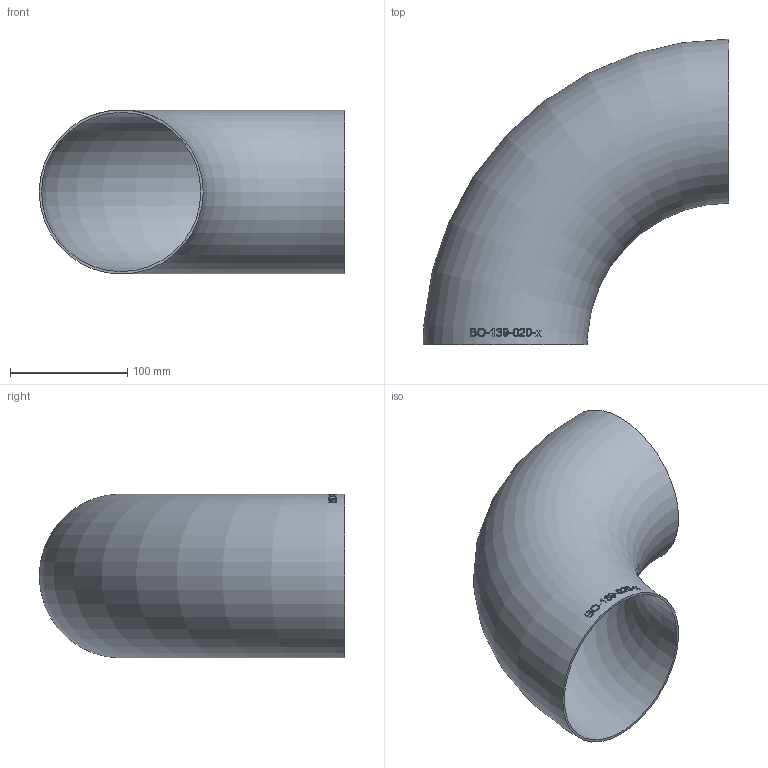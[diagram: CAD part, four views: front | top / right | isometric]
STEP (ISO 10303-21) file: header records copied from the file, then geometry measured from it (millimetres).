
FILE_DESCRIPTION (( 'STEP AP214' ), '1' );
FILE_NAME ('BO-139-020-x Bogen 1910.STEP', '2019-10-30T13:42:39', ( '' ), ( '' ), 'SwSTEP 2.0', 'SolidWorks 2016', '' );
FILE_SCHEMA (( 'AUTOMOTIVE_DESIGN' ));
Length unit declared in the file: millimetre
Products named in the file (1): BO-139-020-x Bogen 1910
Bounding box: 260.35 x 260.35 x 139.7 mm (x, y, z)
Volume: 258885.1 mm3; surface area: 260660.1 mm2
Topology: 1 solids, 1 shells, 138 faces, 358 edges, 239 vertices
Faces by surface type: bspline 68, plane 49, torus 21
Entity records: 7669 total; most frequent: CARTESIAN_POINT 3560, ORIENTED_EDGE 698, EDGE_CURVE 349, DIRECTION 263, VERTEX_POINT 234, B_SPLINE_CURVE_WITH_KNOTS 230, EDGE_LOOP 159, FACE_OUTER_BOUND 139
